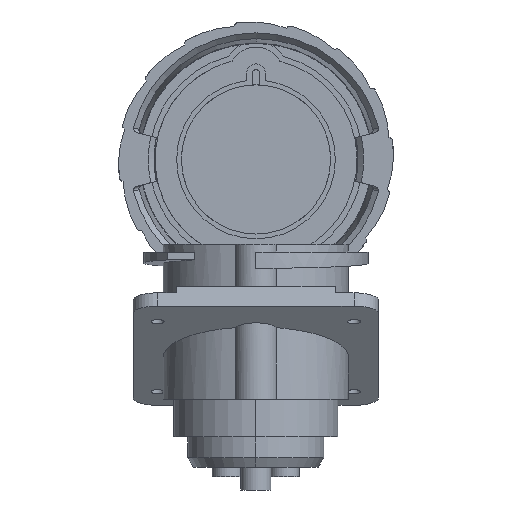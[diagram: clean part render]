
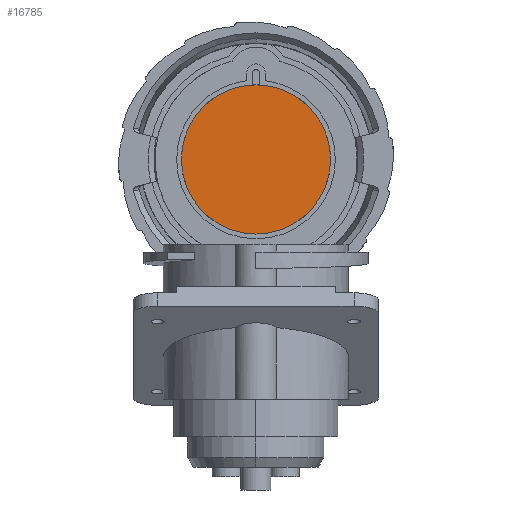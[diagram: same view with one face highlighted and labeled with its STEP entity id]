
A CAD part, front view. The second image highlights one B-rep face of the part: STEP entity #16785.
In plain terms, the highlighted planar face has unit normal (0, -1, 0).
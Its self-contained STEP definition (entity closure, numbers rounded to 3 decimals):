
#15567=CARTESIAN_POINT('',(0.05,65.511,22.5));
#15568=DIRECTION('',(0.,1.,0.));
#15569=DIRECTION('',(0.,0.,-1.));
#15570=AXIS2_PLACEMENT_3D('',#15567,#15568,#15569);
#15572=CARTESIAN_POINT('',(0.05,65.511,22.5));
#15573=DIRECTION('',(0.,1.,0.));
#15574=DIRECTION('',(0.,0.,1.));
#15575=AXIS2_PLACEMENT_3D('',#15572,#15573,#15574);
#16042=CARTESIAN_POINT('',(0.05,65.511,42.25));
#16043=VERTEX_POINT('',#16042);
#16044=CARTESIAN_POINT('',(0.05,65.511,2.75));
#16045=VERTEX_POINT('',#16044);
#16776=CARTESIAN_POINT('',(0.05,65.511,22.5));
#16777=DIRECTION('',(0.,1.,0.));
#16778=DIRECTION('',(0.,0.,1.));
#16779=AXIS2_PLACEMENT_3D('',#16776,#16777,#16778);
#16780=PLANE('',#16779);
#16781=ORIENTED_EDGE('',*,*,#16752,.T.);
#16782=ORIENTED_EDGE('',*,*,#16769,.T.);
#16783=EDGE_LOOP('',(#16781,#16782));
#16784=FACE_OUTER_BOUND('',#16783,.F.);
#16785=ADVANCED_FACE('',(#16784),#16780,.F.);
#15571=CIRCLE('',#15570,19.75);
#15576=CIRCLE('',#15575,19.75);
#16752=EDGE_CURVE('',#16045,#16043,#15571,.T.);
#16769=EDGE_CURVE('',#16043,#16045,#15576,.T.);
